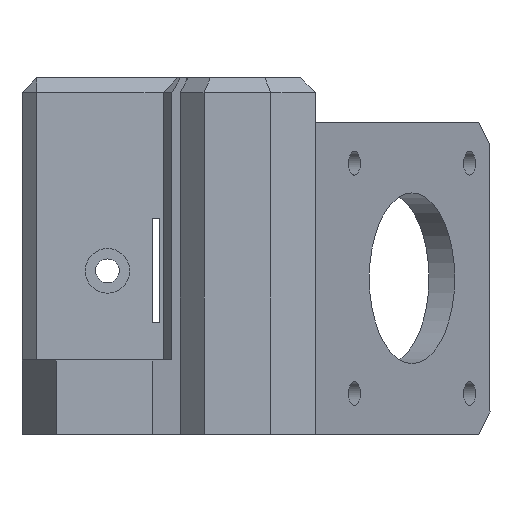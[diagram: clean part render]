
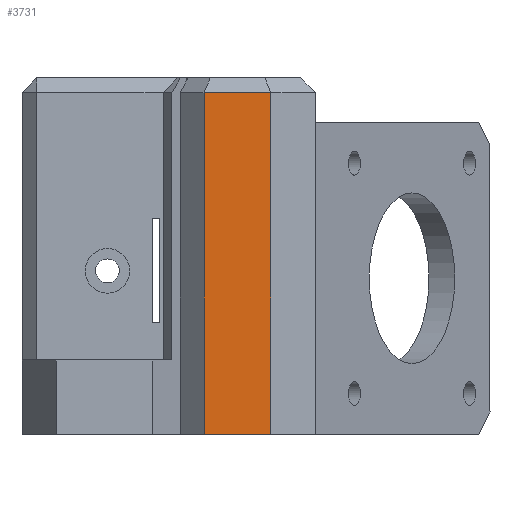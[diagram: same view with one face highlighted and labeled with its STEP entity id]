
A CAD part, left-side view. The second image highlights one B-rep face of the part: STEP entity #3731.
In plain terms, the highlighted planar face has unit normal (-1, 0, 0).
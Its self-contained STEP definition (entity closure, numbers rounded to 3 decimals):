
#128 = PLANE('',#129);
#129 = AXIS2_PLACEMENT_3D('',#130,#131,#132);
#130 = CARTESIAN_POINT('',(5.968,8.651,0.));
#131 = DIRECTION('',(0.,0.,1.));
#132 = DIRECTION('',(-1.,0.,0.));
#156 = PLANE('',#157);
#157 = AXIS2_PLACEMENT_3D('',#158,#159,#160);
#158 = CARTESIAN_POINT('',(-10.521,-4.5,0.));
#159 = DIRECTION('',(-0.706,-0.708,-0.));
#160 = DIRECTION('',(-0.708,0.706,0.));
#599 = EDGE_CURVE('',#600,#602,#604,.T.);
#600 = VERTEX_POINT('',#601);
#601 = CARTESIAN_POINT('',(-10.521,-4.5,0.));
#602 = VERTEX_POINT('',#603);
#603 = CARTESIAN_POINT('',(-10.521,-4.5,46.));
#604 = SURFACE_CURVE('',#605,(#609,#616),.PCURVE_S1.);
#605 = LINE('',#606,#607);
#606 = CARTESIAN_POINT('',(-10.521,-4.5,0.));
#607 = VECTOR('',#608,1.);
#608 = DIRECTION('',(0.,0.,1.));
#609 = PCURVE('',#156,#610);
#610 = DEFINITIONAL_REPRESENTATION('',(#611),#615);
#611 = LINE('',#612,#613);
#612 = CARTESIAN_POINT('',(-0.,-0.));
#613 = VECTOR('',#614,1.);
#614 = DIRECTION('',(-0.,-1.));
#615 = ( GEOMETRIC_REPRESENTATION_CONTEXT(2) 
PARAMETRIC_REPRESENTATION_CONTEXT() REPRESENTATION_CONTEXT('2D SPACE',''
  ) );
#616 = PCURVE('',#617,#622);
#617 = PLANE('',#618);
#618 = AXIS2_PLACEMENT_3D('',#619,#620,#621);
#619 = CARTESIAN_POINT('',(-10.521,4.5,0.));
#620 = DIRECTION('',(-1.,-0.,-0.));
#621 = DIRECTION('',(0.,1.,0.));
#622 = DEFINITIONAL_REPRESENTATION('',(#623),#627);
#623 = LINE('',#624,#625);
#624 = CARTESIAN_POINT('',(-9.,0.));
#625 = VECTOR('',#626,1.);
#626 = DIRECTION('',(-0.,-1.));
#627 = ( GEOMETRIC_REPRESENTATION_CONTEXT(2) 
PARAMETRIC_REPRESENTATION_CONTEXT() REPRESENTATION_CONTEXT('2D SPACE',''
  ) );
#807 = EDGE_CURVE('',#808,#600,#810,.T.);
#808 = VERTEX_POINT('',#809);
#809 = CARTESIAN_POINT('',(-10.521,4.5,0.));
#810 = SURFACE_CURVE('',#811,(#815,#822),.PCURVE_S1.);
#811 = LINE('',#812,#813);
#812 = CARTESIAN_POINT('',(-10.521,4.5,0.));
#813 = VECTOR('',#814,1.);
#814 = DIRECTION('',(-0.,-1.,-0.));
#815 = PCURVE('',#128,#816);
#816 = DEFINITIONAL_REPRESENTATION('',(#817),#821);
#817 = LINE('',#818,#819);
#818 = CARTESIAN_POINT('',(16.489,4.151));
#819 = VECTOR('',#820,1.);
#820 = DIRECTION('',(-0.,1.));
#821 = ( GEOMETRIC_REPRESENTATION_CONTEXT(2) 
PARAMETRIC_REPRESENTATION_CONTEXT() REPRESENTATION_CONTEXT('2D SPACE',''
  ) );
#822 = PCURVE('',#617,#823);
#823 = DEFINITIONAL_REPRESENTATION('',(#824),#828);
#824 = LINE('',#825,#826);
#825 = CARTESIAN_POINT('',(-0.,-0.));
#826 = VECTOR('',#827,1.);
#827 = DIRECTION('',(-1.,0.));
#828 = ( GEOMETRIC_REPRESENTATION_CONTEXT(2) 
PARAMETRIC_REPRESENTATION_CONTEXT() REPRESENTATION_CONTEXT('2D SPACE',''
  ) );
#846 = PLANE('',#847);
#847 = AXIS2_PLACEMENT_3D('',#848,#849,#850);
#848 = CARTESIAN_POINT('',(-7.147,7.711,0.));
#849 = DIRECTION('',(-0.689,0.724,0.));
#850 = DIRECTION('',(0.724,0.689,0.));
#3220 = PLANE('',#3221);
#3221 = AXIS2_PLACEMENT_3D('',#3222,#3223,#3224);
#3222 = CARTESIAN_POINT('',(-9.521,4.5,47.));
#3223 = DIRECTION('',(-0.707,0.,0.707));
#3224 = DIRECTION('',(0.,1.,0.));
#3731 = ADVANCED_FACE('',(#3732),#617,.T.);
#3732 = FACE_BOUND('',#3733,.F.);
#3733 = EDGE_LOOP('',(#3734,#3757,#3778,#3779));
#3734 = ORIENTED_EDGE('',*,*,#3735,.T.);
#3735 = EDGE_CURVE('',#808,#3736,#3738,.T.);
#3736 = VERTEX_POINT('',#3737);
#3737 = CARTESIAN_POINT('',(-10.521,4.5,46.));
#3738 = SURFACE_CURVE('',#3739,(#3743,#3750),.PCURVE_S1.);
#3739 = LINE('',#3740,#3741);
#3740 = CARTESIAN_POINT('',(-10.521,4.5,0.));
#3741 = VECTOR('',#3742,1.);
#3742 = DIRECTION('',(0.,0.,1.));
#3743 = PCURVE('',#617,#3744);
#3744 = DEFINITIONAL_REPRESENTATION('',(#3745),#3749);
#3745 = LINE('',#3746,#3747);
#3746 = CARTESIAN_POINT('',(-0.,-0.));
#3747 = VECTOR('',#3748,1.);
#3748 = DIRECTION('',(-0.,-1.));
#3749 = ( GEOMETRIC_REPRESENTATION_CONTEXT(2) 
PARAMETRIC_REPRESENTATION_CONTEXT() REPRESENTATION_CONTEXT('2D SPACE',''
  ) );
#3750 = PCURVE('',#846,#3751);
#3751 = DEFINITIONAL_REPRESENTATION('',(#3752),#3756);
#3752 = LINE('',#3753,#3754);
#3753 = CARTESIAN_POINT('',(-4.657,0.));
#3754 = VECTOR('',#3755,1.);
#3755 = DIRECTION('',(-0.,-1.));
#3756 = ( GEOMETRIC_REPRESENTATION_CONTEXT(2) 
PARAMETRIC_REPRESENTATION_CONTEXT() REPRESENTATION_CONTEXT('2D SPACE',''
  ) );
#3757 = ORIENTED_EDGE('',*,*,#3758,.T.);
#3758 = EDGE_CURVE('',#3736,#602,#3759,.T.);
#3759 = SURFACE_CURVE('',#3760,(#3764,#3771),.PCURVE_S1.);
#3760 = LINE('',#3761,#3762);
#3761 = CARTESIAN_POINT('',(-10.521,4.5,46.));
#3762 = VECTOR('',#3763,1.);
#3763 = DIRECTION('',(-0.,-1.,-0.));
#3764 = PCURVE('',#617,#3765);
#3765 = DEFINITIONAL_REPRESENTATION('',(#3766),#3770);
#3766 = LINE('',#3767,#3768);
#3767 = CARTESIAN_POINT('',(-0.,-46.));
#3768 = VECTOR('',#3769,1.);
#3769 = DIRECTION('',(-1.,0.));
#3770 = ( GEOMETRIC_REPRESENTATION_CONTEXT(2) 
PARAMETRIC_REPRESENTATION_CONTEXT() REPRESENTATION_CONTEXT('2D SPACE',''
  ) );
#3771 = PCURVE('',#3220,#3772);
#3772 = DEFINITIONAL_REPRESENTATION('',(#3773),#3777);
#3773 = LINE('',#3774,#3775);
#3774 = CARTESIAN_POINT('',(-0.,1.414));
#3775 = VECTOR('',#3776,1.);
#3776 = DIRECTION('',(-1.,0.));
#3777 = ( GEOMETRIC_REPRESENTATION_CONTEXT(2) 
PARAMETRIC_REPRESENTATION_CONTEXT() REPRESENTATION_CONTEXT('2D SPACE',''
  ) );
#3778 = ORIENTED_EDGE('',*,*,#599,.F.);
#3779 = ORIENTED_EDGE('',*,*,#807,.F.);
